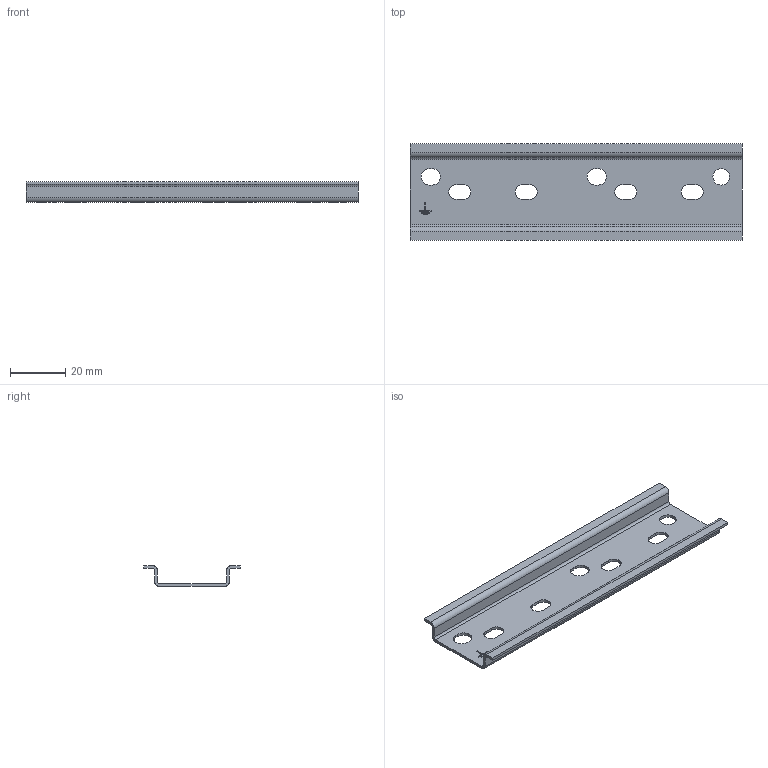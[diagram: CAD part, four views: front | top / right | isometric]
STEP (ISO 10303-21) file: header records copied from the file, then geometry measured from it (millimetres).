
FILE_DESCRIPTION(/* description */ (''),/* implementation_level */ '2;1');
FILE_NAME(/* name */ '6ES7193-6MH00-2AA0_3d.stp',/* time_stamp */ '2025-06-04T19:48:47+08:00',/* author */ (''),/* organization */ (''),/* preprocessor_version */ 'ST-DEVELOPER v20',/* originating_system */ 'SIEMENS PLM Software NX2406.8300',/* authorisation */ '');
FILE_SCHEMA (('AUTOMOTIVE_DESIGN { 1 0 10303 214 3 1 1 1 }'));
Length unit declared in the file: millimetre
Products named in the file (3): A5E54602622A_RS-AA_001_1-Labeling; A5E54603549A_RS-AA_001_1-Rack; A5E54602762A_RS-AA_001_1-CAx_6ES71936MH002AA0
Assembly tree (2 placements, depth 2):
  A5E54602762A_RS-AA_001_1-CAx_6ES71936MH002AA0
    A5E54603549A_RS-AA_001_1-Rack
    A5E54602622A_RS-AA_001_1-Labeling
Bounding box: 120 x 35 x 7.5 mm (x, y, z)
Volume: 5252.5 mm3; surface area: 10992.4 mm2
Topology: 4 solids, 4 shells, 69 faces, 184 edges, 123 vertices
Faces by surface type: plane 48, cylinder 21
Full cylindrical faces by diameter (mm): 6 x1
Entity records: 2730 total; most frequent: CARTESIAN_POINT 376, DIRECTION 368, ORIENTED_EDGE 364, EDGE_CURVE 182, LINE 140, VECTOR 140, VERTEX_POINT 122, AXIS2_PLACEMENT_3D 114
